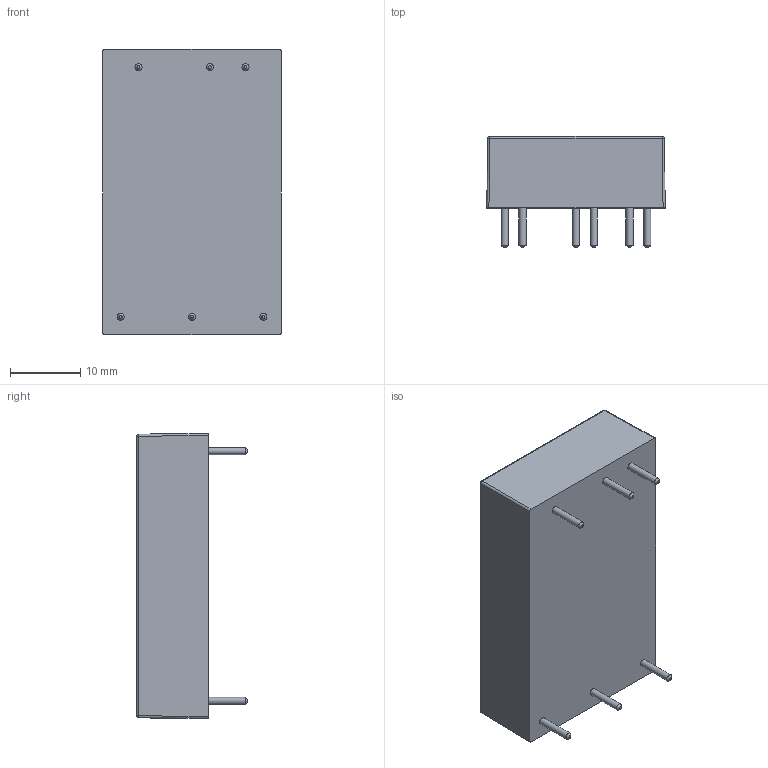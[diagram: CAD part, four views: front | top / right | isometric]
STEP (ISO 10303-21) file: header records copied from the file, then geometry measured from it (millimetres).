
FILE_DESCRIPTION (( 'STEP AP214' ), '1' );
FILE_NAME ('MPM20-V00.STEP', '2018-04-27T10:24:00', ( 'user' ), ( '' ), 'SwSTEP 2.0', 'SolidWorks 2016', '' );
FILE_SCHEMA (( 'AUTOMOTIVE_DESIGN' ));
Length unit declared in the file: millimetre
Products named in the file (2): MPM20-V00
Bounding box: 25.4 x 15.8 x 40.6 mm (x, y, z)
Volume: 10481.3 mm3; surface area: 3473.2 mm2
Topology: 1 solids, 1 shells, 36 faces, 70 edges, 38 vertices
Faces by surface type: cylinder 14, plane 12, cone 6, sphere 4
Full cylindrical faces by diameter (mm): 1 x6
Entity records: 1261 total; most frequent: DIRECTION 156, CARTESIAN_POINT 142, ORIENTED_EDGE 108, AXIS2_PLACEMENT_3D 68, EDGE_CURVE 54, EDGE_LOOP 54, FACE_OUTER_BOUND 42, UNCERTAINTY_MEASURE_WITH_UNIT 39
